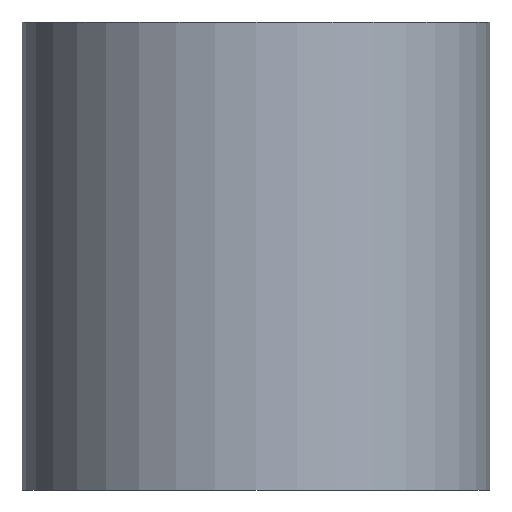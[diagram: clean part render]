
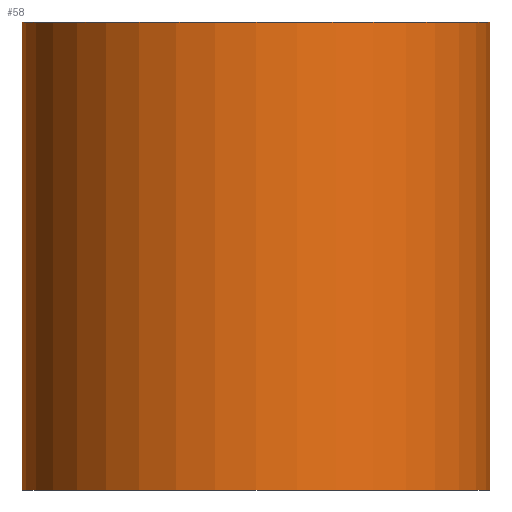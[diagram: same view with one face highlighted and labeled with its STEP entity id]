
A CAD part, front view. The second image highlights one B-rep face of the part: STEP entity #58.
In plain terms, the highlighted cylindrical face has radius 7.5 mm (diameter 15 mm), a partial arc.
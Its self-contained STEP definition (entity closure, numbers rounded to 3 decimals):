
#2 = ORIENTED_EDGE ( 'NONE', *, *, #60, .F. ) ;
#5 = DIRECTION ( 'NONE',  ( -1., 0., 0. ) ) ;
#8 = AXIS2_PLACEMENT_3D ( 'NONE', #29, #156, #191 ) ;
#29 = CARTESIAN_POINT ( 'NONE',  ( -23.78, -26.227, 15. ) ) ;
#31 = CARTESIAN_POINT ( 'NONE',  ( -16.28, -26.227, 0. ) ) ;
#34 = LINE ( 'NONE', #121, #183 ) ;
#35 = VERTEX_POINT ( 'NONE', #169 ) ;
#44 = CARTESIAN_POINT ( 'NONE',  ( -23.78, -26.227, 0. ) ) ;
#48 = DIRECTION ( 'NONE',  ( 0., 0., -1. ) ) ;
#53 = VECTOR ( 'NONE', #146, 1000. ) ;
#58 = ADVANCED_FACE ( 'NONE', ( #206 ), #140, .T. ) ;
#59 = CARTESIAN_POINT ( 'NONE',  ( -31.28, -26.227, 0. ) ) ;
#60 = EDGE_CURVE ( 'NONE', #35, #177, #214, .T. ) ;
#62 = ORIENTED_EDGE ( 'NONE', *, *, #195, .F. ) ;
#64 = CARTESIAN_POINT ( 'NONE',  ( -23.78, -26.227, 15. ) ) ;
#72 = CIRCLE ( 'NONE', #103, 7.5 ) ;
#95 = AXIS2_PLACEMENT_3D ( 'NONE', #64, #48, #5 ) ;
#103 = AXIS2_PLACEMENT_3D ( 'NONE', #44, #174, #144 ) ;
#121 = CARTESIAN_POINT ( 'NONE',  ( -16.28, -26.227, 15. ) ) ;
#122 = EDGE_CURVE ( 'NONE', #204, #137, #72, .T. ) ;
#124 = LINE ( 'NONE', #128, #53 ) ;
#128 = CARTESIAN_POINT ( 'NONE',  ( -31.28, -26.227, 15. ) ) ;
#129 = ORIENTED_EDGE ( 'NONE', *, *, #141, .T. ) ;
#137 = VERTEX_POINT ( 'NONE', #31 ) ;
#140 = CYLINDRICAL_SURFACE ( 'NONE', #95, 7.5 ) ;
#141 = EDGE_CURVE ( 'NONE', #35, #204, #124, .T. ) ;
#144 = DIRECTION ( 'NONE',  ( 1., 0., 0. ) ) ;
#146 = DIRECTION ( 'NONE',  ( 0., 0., -1. ) ) ;
#156 = DIRECTION ( 'NONE',  ( 0., 0., 1. ) ) ;
#157 = ORIENTED_EDGE ( 'NONE', *, *, #122, .T. ) ;
#158 = CARTESIAN_POINT ( 'NONE',  ( -16.28, -26.227, 15. ) ) ;
#165 = DIRECTION ( 'NONE',  ( 0., 0., -1. ) ) ;
#169 = CARTESIAN_POINT ( 'NONE',  ( -31.28, -26.227, 15. ) ) ;
#174 = DIRECTION ( 'NONE',  ( 0., 0., 1. ) ) ;
#177 = VERTEX_POINT ( 'NONE', #158 ) ;
#183 = VECTOR ( 'NONE', #165, 1000. ) ;
#191 = DIRECTION ( 'NONE',  ( 1., 0., 0. ) ) ;
#195 = EDGE_CURVE ( 'NONE', #177, #137, #34, .T. ) ;
#204 = VERTEX_POINT ( 'NONE', #59 ) ;
#206 = FACE_OUTER_BOUND ( 'NONE', #213, .T. ) ;
#213 = EDGE_LOOP ( 'NONE', ( #62, #2, #129, #157 ) ) ;
#214 = CIRCLE ( 'NONE', #8, 7.5 ) ;
